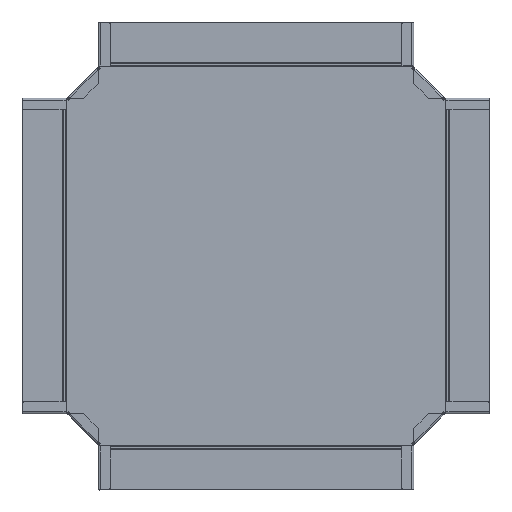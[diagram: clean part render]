
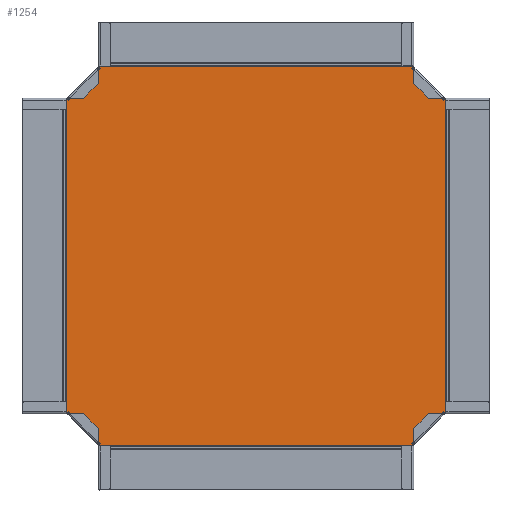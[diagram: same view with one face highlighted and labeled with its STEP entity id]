
A CAD part, top view. The second image highlights one B-rep face of the part: STEP entity #1254.
In plain terms, the highlighted planar face has unit normal (0, 0, 1).
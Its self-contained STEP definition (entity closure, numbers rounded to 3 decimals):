
#94=DIRECTION('',(0.,1.,0.));
#95=VECTOR('',#94,2.);
#96=CARTESIAN_POINT('',(-200.,-242.752,0.));
#97=LINE('',#96,#95);
#150=DIRECTION('',(-0.707,0.707,0.));
#151=VECTOR('',#150,57.631);
#152=CARTESIAN_POINT('',(240.752,200.,0.));
#153=LINE('',#152,#151);
#154=DIRECTION('',(-1.,0.,0.));
#155=VECTOR('',#154,2.);
#156=CARTESIAN_POINT('',(242.752,200.,0.));
#157=LINE('',#156,#155);
#158=DIRECTION('',(0.707,0.707,0.));
#159=VECTOR('',#158,57.631);
#160=CARTESIAN_POINT('',(200.,-240.752,0.));
#161=LINE('',#160,#159);
#162=DIRECTION('',(0.,1.,0.));
#163=VECTOR('',#162,2.);
#164=CARTESIAN_POINT('',(200.,-242.752,0.));
#165=LINE('',#164,#163);
#166=DIRECTION('',(0.707,-0.707,0.));
#167=VECTOR('',#166,57.631);
#168=CARTESIAN_POINT('',(-240.752,-200.,0.));
#169=LINE('',#168,#167);
#170=DIRECTION('',(1.,0.,0.));
#171=VECTOR('',#170,2.);
#172=CARTESIAN_POINT('',(-242.752,-200.,0.));
#173=LINE('',#172,#171);
#174=DIRECTION('',(-0.707,-0.707,0.));
#175=VECTOR('',#174,57.631);
#176=CARTESIAN_POINT('',(-200.,240.752,0.));
#177=LINE('',#176,#175);
#178=DIRECTION('',(0.,-1.,0.));
#179=VECTOR('',#178,2.);
#180=CARTESIAN_POINT('',(-200.,242.752,0.));
#181=LINE('',#180,#179);
#230=DIRECTION('',(-1.,0.,0.));
#231=VECTOR('',#230,2.);
#232=CARTESIAN_POINT('',(242.752,-200.,0.));
#233=LINE('',#232,#231);
#234=DIRECTION('',(0.,-1.,0.));
#235=VECTOR('',#234,400.);
#236=CARTESIAN_POINT('',(242.752,200.,0.));
#237=LINE('',#236,#235);
#364=DIRECTION('',(0.,-1.,0.));
#365=VECTOR('',#364,2.);
#366=CARTESIAN_POINT('',(200.,242.752,0.));
#367=LINE('',#366,#365);
#386=DIRECTION('',(1.,0.,0.));
#387=VECTOR('',#386,400.);
#388=CARTESIAN_POINT('',(-200.,242.752,0.));
#389=LINE('',#388,#387);
#424=DIRECTION('',(1.,0.,0.));
#425=VECTOR('',#424,2.);
#426=CARTESIAN_POINT('',(-242.752,200.,0.));
#427=LINE('',#426,#425);
#442=DIRECTION('',(0.,1.,0.));
#443=VECTOR('',#442,400.);
#444=CARTESIAN_POINT('',(-242.752,-200.,0.));
#445=LINE('',#444,#443);
#728=DIRECTION('',(-1.,0.,0.));
#729=VECTOR('',#728,400.);
#730=CARTESIAN_POINT('',(200.,-242.752,0.));
#731=LINE('',#730,#729);
#794=CARTESIAN_POINT('',(-200.,240.752,0.));
#796=VERTEX_POINT('',#794);
#801=CARTESIAN_POINT('',(-242.752,-200.,0.));
#803=VERTEX_POINT('',#801);
#810=CARTESIAN_POINT('',(200.,242.752,0.));
#812=VERTEX_POINT('',#810);
#843=CARTESIAN_POINT('',(-200.,242.752,0.));
#844=VERTEX_POINT('',#843);
#846=CARTESIAN_POINT('',(-240.752,-200.,0.));
#848=VERTEX_POINT('',#846);
#854=CARTESIAN_POINT('',(-200.,-242.752,0.));
#856=VERTEX_POINT('',#854);
#858=CARTESIAN_POINT('',(-200.,-240.752,0.));
#860=VERTEX_POINT('',#858);
#873=CARTESIAN_POINT('',(200.,-242.752,0.));
#875=VERTEX_POINT('',#873);
#880=CARTESIAN_POINT('',(200.,240.752,0.));
#882=VERTEX_POINT('',#880);
#888=CARTESIAN_POINT('',(200.,-240.752,0.));
#890=VERTEX_POINT('',#888);
#908=CARTESIAN_POINT('',(240.752,-200.,0.));
#910=VERTEX_POINT('',#908);
#914=CARTESIAN_POINT('',(-242.752,200.,0.));
#916=VERTEX_POINT('',#914);
#946=CARTESIAN_POINT('',(-240.752,200.,0.));
#948=VERTEX_POINT('',#946);
#961=CARTESIAN_POINT('',(240.752,200.,0.));
#962=VERTEX_POINT('',#961);
#963=CARTESIAN_POINT('',(242.752,-200.,0.));
#964=VERTEX_POINT('',#963);
#965=CARTESIAN_POINT('',(242.752,200.,0.));
#966=VERTEX_POINT('',#965);
#1218=CARTESIAN_POINT('',(0.,-200.,0.));
#1219=DIRECTION('',(0.,0.,1.));
#1220=DIRECTION('',(1.,0.,0.));
#1221=AXIS2_PLACEMENT_3D('',#1218,#1219,#1220);
#1222=PLANE('',#1221);
#1224=ORIENTED_EDGE('',*,*,#1223,.F.);
#1226=ORIENTED_EDGE('',*,*,#1225,.F.);
#1228=ORIENTED_EDGE('',*,*,#1227,.T.);
#1230=ORIENTED_EDGE('',*,*,#1229,.T.);
#1231=ORIENTED_EDGE('',*,*,#1197,.F.);
#1232=ORIENTED_EDGE('',*,*,#1209,.F.);
#1234=ORIENTED_EDGE('',*,*,#1233,.T.);
#1235=ORIENTED_EDGE('',*,*,#1144,.T.);
#1237=ORIENTED_EDGE('',*,*,#1236,.F.);
#1239=ORIENTED_EDGE('',*,*,#1238,.F.);
#1241=ORIENTED_EDGE('',*,*,#1240,.T.);
#1243=ORIENTED_EDGE('',*,*,#1242,.T.);
#1245=ORIENTED_EDGE('',*,*,#1244,.F.);
#1247=ORIENTED_EDGE('',*,*,#1246,.F.);
#1249=ORIENTED_EDGE('',*,*,#1248,.T.);
#1251=ORIENTED_EDGE('',*,*,#1250,.T.);
#1252=EDGE_LOOP('',(#1224,#1226,#1228,#1230,#1231,#1232,#1234,#1235,#1237,#1239,
#1241,#1243,#1245,#1247,#1249,#1251));
#1253=FACE_OUTER_BOUND('',#1252,.F.);
#1254=ADVANCED_FACE('',(#1253),#1222,.T.);
#1144=EDGE_CURVE('',#856,#860,#97,.T.);
#1197=EDGE_CURVE('',#890,#910,#161,.T.);
#1209=EDGE_CURVE('',#875,#890,#165,.T.);
#1223=EDGE_CURVE('',#962,#882,#153,.T.);
#1225=EDGE_CURVE('',#966,#962,#157,.T.);
#1227=EDGE_CURVE('',#966,#964,#237,.T.);
#1229=EDGE_CURVE('',#964,#910,#233,.T.);
#1233=EDGE_CURVE('',#875,#856,#731,.T.);
#1236=EDGE_CURVE('',#848,#860,#169,.T.);
#1238=EDGE_CURVE('',#803,#848,#173,.T.);
#1240=EDGE_CURVE('',#803,#916,#445,.T.);
#1242=EDGE_CURVE('',#916,#948,#427,.T.);
#1244=EDGE_CURVE('',#796,#948,#177,.T.);
#1246=EDGE_CURVE('',#844,#796,#181,.T.);
#1248=EDGE_CURVE('',#844,#812,#389,.T.);
#1250=EDGE_CURVE('',#812,#882,#367,.T.);
